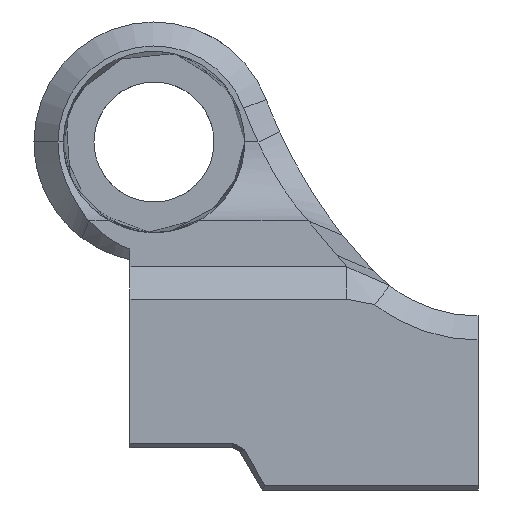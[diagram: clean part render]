
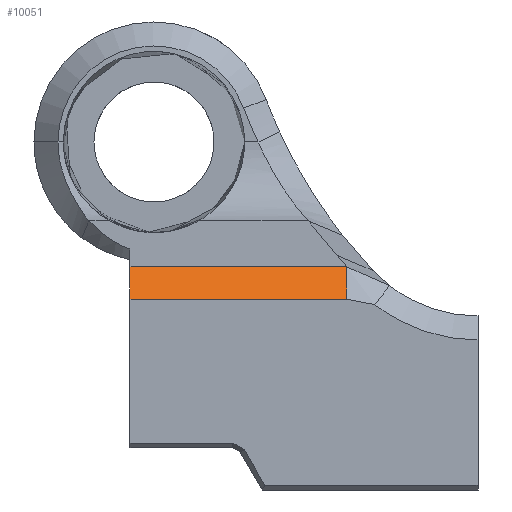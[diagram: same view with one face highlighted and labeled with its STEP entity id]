
A CAD part, front view. The second image highlights one B-rep face of the part: STEP entity #10051.
In plain terms, the highlighted planar face has unit normal (0, -0.819, 0.574).
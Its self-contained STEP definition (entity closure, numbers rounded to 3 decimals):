
#534 = PLANE('',#535);
#535 = AXIS2_PLACEMENT_3D('',#536,#537,#538);
#536 = CARTESIAN_POINT('',(-29.,28.,3.));
#537 = DIRECTION('',(-1.,0.,0.));
#538 = DIRECTION('',(0.,0.,-1.));
#3445 = VERTEX_POINT('',#3446);
#3446 = CARTESIAN_POINT('',(-29.,-31.,6.911));
#3460 = PLANE('',#3461);
#3461 = AXIS2_PLACEMENT_3D('',#3462,#3463,#3464);
#3462 = CARTESIAN_POINT('',(0.,-31.,-9.));
#3463 = DIRECTION('',(0.,1.,0.));
#3464 = DIRECTION('',(-0.,0.,-1.));
#3472 = EDGE_CURVE('',#3445,#3473,#3475,.T.);
#3473 = VERTEX_POINT('',#3474);
#3474 = CARTESIAN_POINT('',(-29.,-29.121,9.595));
#3475 = SURFACE_CURVE('',#3476,(#3480,#3487),.PCURVE_S1.);
#3476 = LINE('',#3477,#3478);
#3477 = CARTESIAN_POINT('',(-29.,-28.346,10.701));
#3478 = VECTOR('',#3479,1.);
#3479 = DIRECTION('',(0.,0.574,0.819));
#3480 = PCURVE('',#534,#3481);
#3481 = DEFINITIONAL_REPRESENTATION('',(#3482),#3486);
#3482 = LINE('',#3483,#3484);
#3483 = CARTESIAN_POINT('',(-7.701,56.346));
#3484 = VECTOR('',#3485,1.);
#3485 = DIRECTION('',(-0.819,-0.574));
#3486 = ( GEOMETRIC_REPRESENTATION_CONTEXT(2) 
PARAMETRIC_REPRESENTATION_CONTEXT() REPRESENTATION_CONTEXT('2D SPACE',''
  ) );
#3487 = PCURVE('',#3488,#3493);
#3488 = PLANE('',#3489);
#3489 = AXIS2_PLACEMENT_3D('',#3490,#3491,#3492);
#3490 = CARTESIAN_POINT('',(-29.,-30.06,8.253));
#3491 = DIRECTION('',(0.,0.819,-0.574)
  );
#3492 = DIRECTION('',(-1.,0.,0.));
#3493 = DEFINITIONAL_REPRESENTATION('',(#3494),#3498);
#3494 = LINE('',#3495,#3496);
#3495 = CARTESIAN_POINT('',(0.,2.988));
#3496 = VECTOR('',#3497,1.);
#3497 = DIRECTION('',(-0.,1.));
#3498 = ( GEOMETRIC_REPRESENTATION_CONTEXT(2) 
PARAMETRIC_REPRESENTATION_CONTEXT() REPRESENTATION_CONTEXT('2D SPACE',''
  ) );
#3516 = PLANE('',#3517);
#3517 = AXIS2_PLACEMENT_3D('',#3518,#3519,#3520);
#3518 = CARTESIAN_POINT('',(-61.,-18.606,13.422));
#3519 = DIRECTION('',(0.,0.342,-0.94));
#3520 = DIRECTION('',(0.,-0.94,-0.342
    ));
#9997 = VERTEX_POINT('',#9998);
#9998 = CARTESIAN_POINT('',(-10.932,-31.,6.911));
#10013 = B_SPLINE_SURFACE_WITH_KNOTS('',4,1,(
    (#10014,#10015)
    ,(#10016,#10017)
    ,(#10018,#10019)
    ,(#10020,#10021)
    ,(#10022,#10023
    )),.UNSPECIFIED.,.F.,.F.,.F.,(5,5),(2,2),(0.,1.),(0.,1.),
  .PIECEWISE_BEZIER_KNOTS.);
#10014 = CARTESIAN_POINT('',(-8.598,-31.,6.451));
#10015 = CARTESIAN_POINT('',(-7.37,-29.,8.03));
#10016 = CARTESIAN_POINT('',(-9.181,-31.,6.566));
#10017 = CARTESIAN_POINT('',(-8.272,-29.032,
    8.394));
#10018 = CARTESIAN_POINT('',(-9.765,-31.,6.681));
#10019 = CARTESIAN_POINT('',(-9.166,-29.061,
    8.779));
#10020 = CARTESIAN_POINT('',(-10.349,-31.,6.796));
#10021 = CARTESIAN_POINT('',(-10.052,-29.091,
    9.18));
#10022 = CARTESIAN_POINT('',(-10.932,-31.,6.911));
#10023 = CARTESIAN_POINT('',(-10.932,-29.121,
    9.595));
#10031 = EDGE_CURVE('',#3445,#9997,#10032,.T.);
#10032 = SURFACE_CURVE('',#10033,(#10037,#10044),.PCURVE_S1.);
#10033 = LINE('',#10034,#10035);
#10034 = CARTESIAN_POINT('',(-29.,-31.,6.911));
#10035 = VECTOR('',#10036,1.);
#10036 = DIRECTION('',(1.,0.,0.));
#10037 = PCURVE('',#3460,#10038);
#10038 = DEFINITIONAL_REPRESENTATION('',(#10039),#10043);
#10039 = LINE('',#10040,#10041);
#10040 = CARTESIAN_POINT('',(-15.911,29.));
#10041 = VECTOR('',#10042,1.);
#10042 = DIRECTION('',(-0.,-1.));
#10043 = ( GEOMETRIC_REPRESENTATION_CONTEXT(2) 
PARAMETRIC_REPRESENTATION_CONTEXT() REPRESENTATION_CONTEXT('2D SPACE',''
  ) );
#10044 = PCURVE('',#3488,#10045);
#10045 = DEFINITIONAL_REPRESENTATION('',(#10046),#10050);
#10046 = LINE('',#10047,#10048);
#10047 = CARTESIAN_POINT('',(-0.,-1.638));
#10048 = VECTOR('',#10049,1.);
#10049 = DIRECTION('',(-1.,0.));
#10050 = ( GEOMETRIC_REPRESENTATION_CONTEXT(2) 
PARAMETRIC_REPRESENTATION_CONTEXT() REPRESENTATION_CONTEXT('2D SPACE',''
  ) );
#10051 = ADVANCED_FACE('',(#10052),#3488,.F.);
#10052 = FACE_BOUND('',#10053,.T.);
#10053 = EDGE_LOOP('',(#10054,#10055,#10056,#10076));
#10054 = ORIENTED_EDGE('',*,*,#3472,.F.);
#10055 = ORIENTED_EDGE('',*,*,#10031,.T.);
#10056 = ORIENTED_EDGE('',*,*,#10057,.T.);
#10057 = EDGE_CURVE('',#9997,#10058,#10060,.T.);
#10058 = VERTEX_POINT('',#10059);
#10059 = CARTESIAN_POINT('',(-10.932,-29.121,
    9.595));
#10060 = SURFACE_CURVE('',#10061,(#10064,#10070),.PCURVE_S1.);
#10061 = B_SPLINE_CURVE_WITH_KNOTS('',1,(#10062,#10063),.UNSPECIFIED.,
  .F.,.F.,(2,2),(0.,1.),.PIECEWISE_BEZIER_KNOTS.);
#10062 = CARTESIAN_POINT('',(-10.932,-31.,6.911));
#10063 = CARTESIAN_POINT('',(-10.932,-29.121,
    9.595));
#10064 = PCURVE('',#3488,#10065);
#10065 = DEFINITIONAL_REPRESENTATION('',(#10066),#10069);
#10066 = B_SPLINE_CURVE_WITH_KNOTS('',1,(#10067,#10068),.UNSPECIFIED.,
  .F.,.F.,(2,2),(0.,1.),.PIECEWISE_BEZIER_KNOTS.);
#10067 = CARTESIAN_POINT('',(-18.068,-1.638));
#10068 = CARTESIAN_POINT('',(-18.068,1.638));
#10069 = ( GEOMETRIC_REPRESENTATION_CONTEXT(2) 
PARAMETRIC_REPRESENTATION_CONTEXT() REPRESENTATION_CONTEXT('2D SPACE',''
  ) );
#10070 = PCURVE('',#10013,#10071);
#10071 = DEFINITIONAL_REPRESENTATION('',(#10072),#10075);
#10072 = B_SPLINE_CURVE_WITH_KNOTS('',1,(#10073,#10074),.UNSPECIFIED.,
  .F.,.F.,(2,2),(0.,1.),.PIECEWISE_BEZIER_KNOTS.);
#10073 = CARTESIAN_POINT('',(1.,0.));
#10074 = CARTESIAN_POINT('',(1.,1.));
#10075 = ( GEOMETRIC_REPRESENTATION_CONTEXT(2) 
PARAMETRIC_REPRESENTATION_CONTEXT() REPRESENTATION_CONTEXT('2D SPACE',''
  ) );
#10076 = ORIENTED_EDGE('',*,*,#10077,.F.);
#10077 = EDGE_CURVE('',#3473,#10058,#10078,.T.);
#10078 = SURFACE_CURVE('',#10079,(#10083,#10090),.PCURVE_S1.);
#10079 = LINE('',#10080,#10081);
#10080 = CARTESIAN_POINT('',(-29.,-29.121,9.595));
#10081 = VECTOR('',#10082,1.);
#10082 = DIRECTION('',(1.,0.,0.));
#10083 = PCURVE('',#3488,#10084);
#10084 = DEFINITIONAL_REPRESENTATION('',(#10085),#10089);
#10085 = LINE('',#10086,#10087);
#10086 = CARTESIAN_POINT('',(-0.,1.638));
#10087 = VECTOR('',#10088,1.);
#10088 = DIRECTION('',(-1.,0.));
#10089 = ( GEOMETRIC_REPRESENTATION_CONTEXT(2) 
PARAMETRIC_REPRESENTATION_CONTEXT() REPRESENTATION_CONTEXT('2D SPACE',''
  ) );
#10090 = PCURVE('',#3516,#10091);
#10091 = DEFINITIONAL_REPRESENTATION('',(#10092),#10096);
#10092 = LINE('',#10093,#10094);
#10093 = CARTESIAN_POINT('',(11.19,-32.));
#10094 = VECTOR('',#10095,1.);
#10095 = DIRECTION('',(0.,-1.));
#10096 = ( GEOMETRIC_REPRESENTATION_CONTEXT(2) 
PARAMETRIC_REPRESENTATION_CONTEXT() REPRESENTATION_CONTEXT('2D SPACE',''
  ) );
